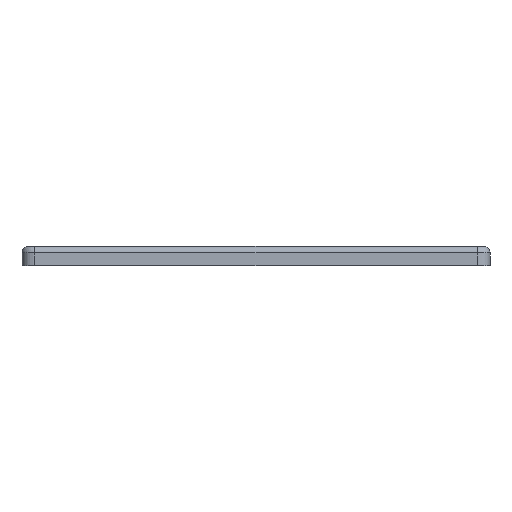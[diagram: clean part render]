
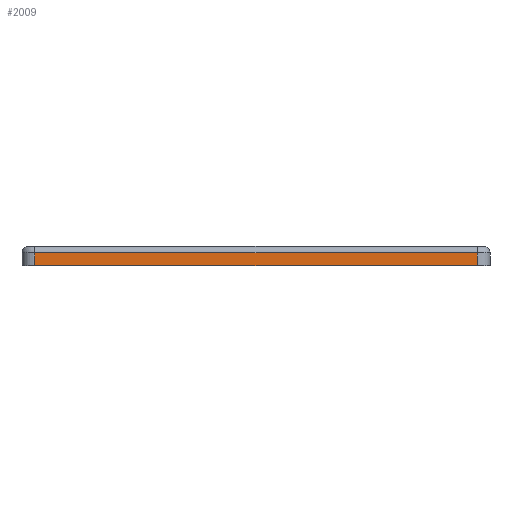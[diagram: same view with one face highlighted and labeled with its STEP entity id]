
A CAD part, front view. The second image highlights one B-rep face of the part: STEP entity #2009.
In plain terms, the highlighted planar face has unit normal (0, -1, 0).
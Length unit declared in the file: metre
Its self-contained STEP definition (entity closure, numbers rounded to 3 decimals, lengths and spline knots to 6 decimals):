
#223=LINE('',#3839,#399);
#224=LINE('',#3842,#400);
#225=LINE('',#3844,#401);
#226=LINE('',#3846,#402);
#399=VECTOR('',#3238,1.);
#400=VECTOR('',#3239,1.);
#401=VECTOR('',#3240,1.);
#402=VECTOR('',#3241,1.);
#778=ORIENTED_EDGE('',*,*,#1212,.T.);
#779=ORIENTED_EDGE('',*,*,#1213,.T.);
#780=ORIENTED_EDGE('',*,*,#1214,.T.);
#781=ORIENTED_EDGE('',*,*,#1215,.T.);
#1212=EDGE_CURVE('',#1424,#1425,#223,.F.);
#1213=EDGE_CURVE('',#1425,#1426,#224,.T.);
#1214=EDGE_CURVE('',#1426,#1427,#225,.T.);
#1215=EDGE_CURVE('',#1427,#1424,#226,.F.);
#1424=VERTEX_POINT('',#3840);
#1425=VERTEX_POINT('',#3841);
#1426=VERTEX_POINT('',#3843);
#1427=VERTEX_POINT('',#3845);
#1623=EDGE_LOOP('',(#778,#779,#780,#781));
#1757=FACE_BOUND('',#1623,.T.);
#1840=PLANE('',#2725);
#2009=ADVANCED_FACE('',(#1757),#1840,.F.);
#2725=AXIS2_PLACEMENT_3D('',#3838,#3236,#3237);
#3236=DIRECTION('',(0.,1.,0.));
#3237=DIRECTION('',(0.,0.,1.));
#3238=DIRECTION('',(1.,0.,0.));
#3239=DIRECTION('',(0.,0.,-1.));
#3240=DIRECTION('',(1.,0.,0.));
#3241=DIRECTION('',(0.,0.,-1.));
#3838=CARTESIAN_POINT('',(0.,-0.0505,0.016));
#3839=CARTESIAN_POINT('',(-0.0365,-0.0505,0.015));
#3840=CARTESIAN_POINT('',(0.0345,-0.0505,0.015));
#3841=CARTESIAN_POINT('',(-0.0345,-0.0505,0.015));
#3842=CARTESIAN_POINT('',(-0.0345,-0.0505,0.016));
#3843=CARTESIAN_POINT('',(-0.0345,-0.0505,0.013));
#3844=CARTESIAN_POINT('',(0.,-0.0505,0.013));
#3845=CARTESIAN_POINT('',(0.0345,-0.0505,0.013));
#3846=CARTESIAN_POINT('',(0.0345,-0.0505,0.015));
